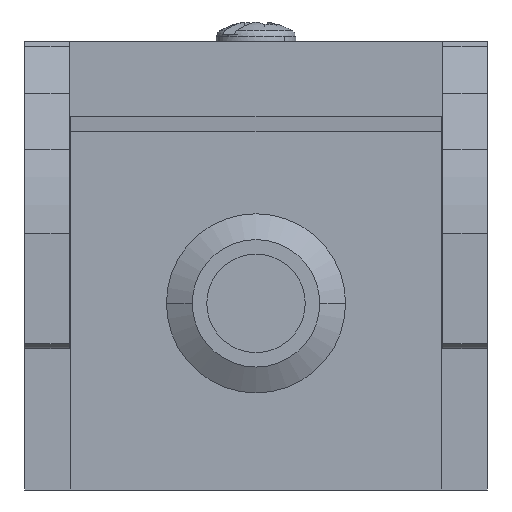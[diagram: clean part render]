
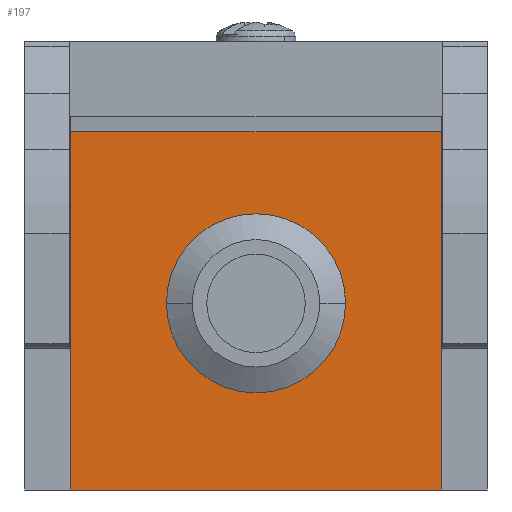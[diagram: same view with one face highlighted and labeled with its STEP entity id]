
A CAD part, front view. The second image highlights one B-rep face of the part: STEP entity #197.
In plain terms, the highlighted planar face has unit normal (0, -1, 0).
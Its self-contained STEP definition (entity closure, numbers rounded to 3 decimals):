
#197=ADVANCED_FACE('',(#522,#523),#524,.T.);
#522=FACE_BOUND('',#894,.T.);
#523=FACE_OUTER_BOUND('',#895,.T.);
#524=PLANE('',#896);
#894=EDGE_LOOP('',(#2164,#2165));
#895=EDGE_LOOP('',(#2166,#2167,#2168,#2169));
#896=AXIS2_PLACEMENT_3D('',#2170,#2171,#2172);
#2164=ORIENTED_EDGE('',*,*,#2543,.T.);
#2165=ORIENTED_EDGE('',*,*,#2619,.T.);
#2166=ORIENTED_EDGE('',*,*,#2884,.T.);
#2167=ORIENTED_EDGE('',*,*,#2885,.T.);
#2168=ORIENTED_EDGE('',*,*,#2886,.T.);
#2169=ORIENTED_EDGE('',*,*,#2849,.T.);
#2170=CARTESIAN_POINT('',(0.,-65.0,0.0));
#2171=DIRECTION('',(0.0,-1.0,0.0));
#2172=DIRECTION('',(1.0,0.0,0.0));
#2543=EDGE_CURVE('',#3081,#3085,#3087,.T.);
#2619=EDGE_CURVE('',#3085,#3081,#3211,.T.);
#2849=EDGE_CURVE('',#3581,#3579,#3582,.T.);
#2884=EDGE_CURVE('',#3579,#3639,#3641,.T.);
#2885=EDGE_CURVE('',#3639,#3642,#3643,.T.);
#2886=EDGE_CURVE('',#3642,#3581,#3644,.T.);
#3081=VERTEX_POINT('',#4086);
#3085=VERTEX_POINT('',#4091);
#3087=CIRCLE('',#4094,6.);
#3211=CIRCLE('',#4454,6.);
#3579=VERTEX_POINT('',#5131);
#3581=VERTEX_POINT('',#5134);
#3582=LINE('',#5135,#5136);
#3639=VERTEX_POINT('',#5221);
#3641=LINE('',#5224,#5225);
#3642=VERTEX_POINT('',#5226);
#3643=LINE('',#5227,#5228);
#3644=LINE('',#5229,#5230);
#4086=CARTESIAN_POINT('',(6.0,-65.,12.5));
#4091=CARTESIAN_POINT('',(-6.,-65.0,12.5));
#4094=AXIS2_PLACEMENT_3D('',#5590,#5591,#5592);
#4454=AXIS2_PLACEMENT_3D('',#5716,#5717,#5718);
#5131=CARTESIAN_POINT('',(12.4,-65.0,24.0));
#5134=CARTESIAN_POINT('',(12.4,-65.0,0.0));
#5135=CARTESIAN_POINT('',(12.4,-65.0,10.181));
#5136=VECTOR('',#6068,1.0);
#5221=CARTESIAN_POINT('',(-12.4,-65.0,24.0));
#5224=CARTESIAN_POINT('',(-8.25,-65.0,24.0));
#5225=VECTOR('',#6113,1.0);
#5226=CARTESIAN_POINT('',(-12.4,-65.0,0.0));
#5227=CARTESIAN_POINT('',(-12.4,-65.0,10.181));
#5228=VECTOR('',#6114,1.0);
#5229=CARTESIAN_POINT('',(-15.5,-65.0,0.0));
#5230=VECTOR('',#6115,1.0);
#5590=CARTESIAN_POINT('',(0.0,-65.0,12.5));
#5591=DIRECTION('',(-0.0,1.0,0.0));
#5592=DIRECTION('',(1.0,0.0,0.0));
#5716=CARTESIAN_POINT('',(0.0,-65.0,12.5));
#5717=DIRECTION('',(-0.0,1.0,0.0));
#5718=DIRECTION('',(1.0,0.0,0.0));
#6068=DIRECTION('',(0.,0.0,1.0));
#6113=DIRECTION('',(-1.0,-0.0,0.));
#6114=DIRECTION('',(0.,0.0,-1.0));
#6115=DIRECTION('',(1.0,0.0,0.0));
